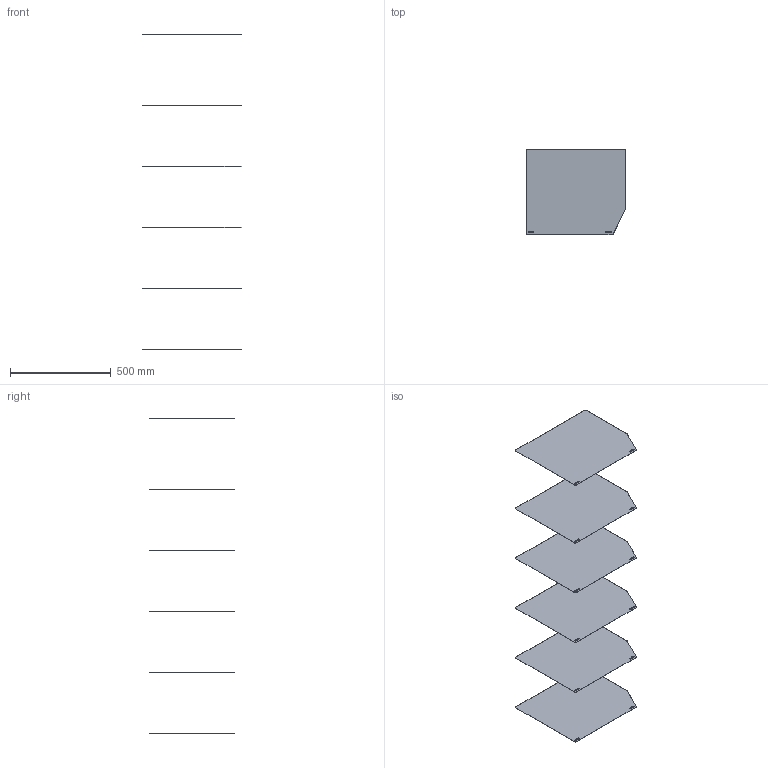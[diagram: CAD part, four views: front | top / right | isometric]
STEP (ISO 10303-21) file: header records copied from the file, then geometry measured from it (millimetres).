
FILE_DESCRIPTION(/* description */ (''),/* implementation_level */ '2;1');
FILE_NAME(/* name */ '3D_100-1210-XX_re_6 106669.stp',/* time_stamp */ '2022-03-17T14:25:57+01:00',/* author */ ('ps'),/* organization */ (''),/* preprocessor_version */ 'ST-DEVELOPER v18.1',/* originating_system */ 'Autodesk Inventor 2021',/* authorisation */ '');
FILE_SCHEMA (('CONFIG_CONTROL_DESIGN'));
Length unit declared in the file: millimetre
Products named in the file (2): Silikonmatten 3/3 B600 re 6er; Silikonmatte 3_3 B600
Assembly tree (6 placements, depth 2):
  Silikonmatten 3/3 B600 re 6er
    Silikonmatte 3_3 B600  x6
Bounding box: 496 x 425 x 1566 mm (x, y, z)
Volume: 1238275.9 mm3; surface area: 2488736.2 mm2
Topology: 6 solids, 6 shells, 1152 faces, 3096 edges, 2064 vertices
Faces by surface type: plane 846, cylinder 306
Entity records: 6313 total; most frequent: CARTESIAN_POINT 1061, ORIENTED_EDGE 1032, DIRECTION 1020, EDGE_CURVE 516, LINE 414, VECTOR 414, VERTEX_POINT 344, AXIS2_PLACEMENT_3D 303
